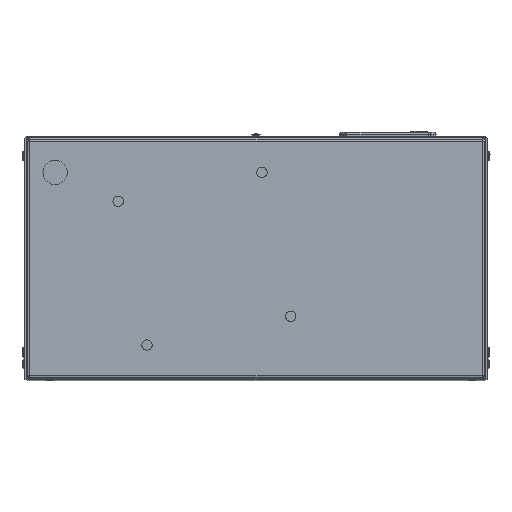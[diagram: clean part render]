
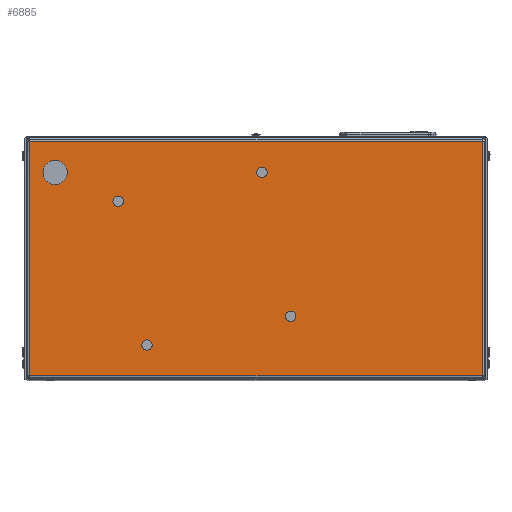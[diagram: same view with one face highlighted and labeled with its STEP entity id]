
A CAD part, top view. The second image highlights one B-rep face of the part: STEP entity #6885.
In plain terms, the highlighted planar face has unit normal (0, 0, 1).
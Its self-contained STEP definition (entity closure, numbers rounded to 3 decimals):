
#46 = CARTESIAN_POINT ( 'NONE',  ( 25.615, 52.985, 450. ) ) ;
#566 = CIRCLE ( 'NONE', #6095, 4.5 ) ;
#596 = DIRECTION ( 'NONE',  ( 0., 0., -1. ) ) ;
#1102 = EDGE_CURVE ( 'NONE', #24743, #18555, #38860, .T. ) ;
#1239 = CARTESIAN_POINT ( 'NONE',  ( 199., 204.5, 450. ) ) ;
#1413 = AXIS2_PLACEMENT_3D ( 'NONE', #28871, #10528, #31820 ) ;
#1732 = CARTESIAN_POINT ( 'NONE',  ( -196., 69.237, 450. ) ) ;
#1878 = CARTESIAN_POINT ( 'NONE',  ( 196., 204.5, 450. ) ) ;
#2026 = EDGE_LOOP ( 'NONE', ( #16502, #29720 ) ) ;
#2650 = ORIENTED_EDGE ( 'NONE', *, *, #13934, .T. ) ;
#2755 = CARTESIAN_POINT ( 'NONE',  ( -119.4, 152.5, 450. ) ) ;
#3135 = EDGE_CURVE ( 'NONE', #23894, #11057, #23421, .T. ) ;
#3736 = ORIENTED_EDGE ( 'NONE', *, *, #31568, .T. ) ;
#4149 = EDGE_LOOP ( 'NONE', ( #22030, #24669, #2650, #4220 ) ) ;
#4220 = ORIENTED_EDGE ( 'NONE', *, *, #3135, .T. ) ;
#4222 = EDGE_CURVE ( 'NONE', #31369, #10693, #13265, .T. ) ;
#4261 = ORIENTED_EDGE ( 'NONE', *, *, #4222, .T. ) ;
#4660 = CARTESIAN_POINT ( 'NONE',  ( 196., 136.869, 450. ) ) ;
#4896 = CARTESIAN_POINT ( 'NONE',  ( -196., 136.869, 450. ) ) ;
#4912 = CARTESIAN_POINT ( 'NONE',  ( 196., 1.553, 450. ) ) ;
#5078 = ORIENTED_EDGE ( 'NONE', *, *, #1102, .T. ) ;
#5633 = VERTEX_POINT ( 'NONE', #4912 ) ;
#5690 = CIRCLE ( 'NONE', #36311, 10.5 ) ;
#5837 = CARTESIAN_POINT ( 'NONE',  ( -199., 1.5, 450. ) ) ;
#5881 = ORIENTED_EDGE ( 'NONE', *, *, #11590, .T. ) ;
#6095 = AXIS2_PLACEMENT_3D ( 'NONE', #2755, #18136, #21208 ) ;
#6455 = FACE_BOUND ( 'NONE', #34019, .T. ) ;
#6885 = ADVANCED_FACE ( 'NONE', ( #10752, #34241, #26088, #6455, #38062, #29919 ), #18873, .F. ) ;
#6979 = CARTESIAN_POINT ( 'NONE',  ( -196., 1.553, 450. ) ) ;
#7010 = AXIS2_PLACEMENT_3D ( 'NONE', #31217, #26879, #18330 ) ;
#7199 = CARTESIAN_POINT ( 'NONE',  ( 30.115, 52.985, 450. ) ) ;
#7410 = CARTESIAN_POINT ( 'NONE',  ( -174., 177.5, 450. ) ) ;
#7499 = ORIENTED_EDGE ( 'NONE', *, *, #29898, .T. ) ;
#8010 = CARTESIAN_POINT ( 'NONE',  ( -196., 204.5, 450. ) ) ;
#8029 = CARTESIAN_POINT ( 'NONE',  ( 196., 1.553, 450. ) ) ;
#8414 = EDGE_CURVE ( 'NONE', #5633, #21412, #23055, .T. ) ;
#8792 = CARTESIAN_POINT ( 'NONE',  ( -114.9, 152.5, 450. ) ) ;
#9011 = EDGE_CURVE ( 'NONE', #17700, #37658, #566, .T. ) ;
#9087 = AXIS2_PLACEMENT_3D ( 'NONE', #35818, #20014, #14241 ) ;
#9181 = DIRECTION ( 'NONE',  ( -1., 0., 0. ) ) ;
#9407 = CARTESIAN_POINT ( 'NONE',  ( 34.615, 52.985, 450. ) ) ;
#10227 = DIRECTION ( 'NONE',  ( -1., 0., 0. ) ) ;
#10528 = DIRECTION ( 'NONE',  ( 0., 0., -1. ) ) ;
#10693 = VERTEX_POINT ( 'NONE', #33351 ) ;
#10752 = FACE_BOUND ( 'NONE', #24929, .T. ) ;
#10896 = EDGE_CURVE ( 'NONE', #10693, #31369, #37865, .T. ) ;
#10997 = CIRCLE ( 'NONE', #9087, 4.5 ) ;
#11042 = B_SPLINE_CURVE_WITH_KNOTS ( 'NONE', 3,
 ( #8010, #4896, #1732, #20559 ),
 .UNSPECIFIED., .F., .F.,
 ( 4, 4 ),
 ( 0., 1. ),
 .UNSPECIFIED. ) ;
#11057 = VERTEX_POINT ( 'NONE', #32086 ) ;
#11590 = EDGE_CURVE ( 'NONE', #34558, #34657, #5690, .T. ) ;
#11746 = CIRCLE ( 'NONE', #32048, 4.5 ) ;
#12181 = DIRECTION ( 'NONE',  ( -1., 0., 0. ) ) ;
#13186 = CARTESIAN_POINT ( 'NONE',  ( -98.9, 27.985, 450. ) ) ;
#13265 = CIRCLE ( 'NONE', #25996, 4.5 ) ;
#13296 = CARTESIAN_POINT ( 'NONE',  ( -123.9, 152.5, 450. ) ) ;
#13580 = VERTEX_POINT ( 'NONE', #46 ) ;
#13934 = EDGE_CURVE ( 'NONE', #5633, #23894, #38939, .T. ) ;
#14182 = DIRECTION ( 'NONE',  ( -1., 0., 0. ) ) ;
#14241 = DIRECTION ( 'NONE',  ( -1., 0., 0. ) ) ;
#16307 = CARTESIAN_POINT ( 'NONE',  ( 196., 204.5, 450. ) ) ;
#16502 = ORIENTED_EDGE ( 'NONE', *, *, #35907, .T. ) ;
#17592 = EDGE_LOOP ( 'NONE', ( #20995, #33776 ) ) ;
#17700 = VERTEX_POINT ( 'NONE', #8792 ) ;
#17726 = DIRECTION ( 'NONE',  ( -1., 0., 0. ) ) ;
#17997 = DIRECTION ( 'NONE',  ( 0., 0., -1. ) ) ;
#18136 = DIRECTION ( 'NONE',  ( 0., 0., -1. ) ) ;
#18247 = DIRECTION ( 'NONE',  ( 0., 0., -1. ) ) ;
#18330 = DIRECTION ( 'NONE',  ( -1., 0., 0. ) ) ;
#18419 = AXIS2_PLACEMENT_3D ( 'NONE', #7199, #25542, #37743 ) ;
#18523 = CARTESIAN_POINT ( 'NONE',  ( 9.615, 177.5, 450. ) ) ;
#18555 = VERTEX_POINT ( 'NONE', #28862 ) ;
#18873 = PLANE ( 'NONE',  #32757 ) ;
#20014 = DIRECTION ( 'NONE',  ( 0., 0., -1. ) ) ;
#20076 = DIRECTION ( 'NONE',  ( -1., 0., 0. ) ) ;
#20559 = CARTESIAN_POINT ( 'NONE',  ( -196., 1.553, 450. ) ) ;
#20995 = ORIENTED_EDGE ( 'NONE', *, *, #31977, .T. ) ;
#21208 = DIRECTION ( 'NONE',  ( -1., 0., 0. ) ) ;
#21412 = VERTEX_POINT ( 'NONE', #6979 ) ;
#21560 = DIRECTION ( 'NONE',  ( -1., 0., 0. ) ) ;
#22030 = ORIENTED_EDGE ( 'NONE', *, *, #23963, .T. ) ;
#22117 = VERTEX_POINT ( 'NONE', #9407 ) ;
#23055 = LINE ( 'NONE', #5837, #30784 ) ;
#23421 = LINE ( 'NONE', #1239, #33537 ) ;
#23894 = VERTEX_POINT ( 'NONE', #16307 ) ;
#23895 = EDGE_CURVE ( 'NONE', #22117, #13580, #37581, .T. ) ;
#23963 = EDGE_CURVE ( 'NONE', #11057, #21412, #11042, .T. ) ;
#24376 = CARTESIAN_POINT ( 'NONE',  ( -174., 177.5, 450. ) ) ;
#24663 = CARTESIAN_POINT ( 'NONE',  ( 30.115, 52.985, 450. ) ) ;
#24669 = ORIENTED_EDGE ( 'NONE', *, *, #8414, .F. ) ;
#24677 = DIRECTION ( 'NONE',  ( 0., 0., -1. ) ) ;
#24743 = VERTEX_POINT ( 'NONE', #18523 ) ;
#24761 = DIRECTION ( 'NONE',  ( 0., 0., -1. ) ) ;
#24929 = EDGE_LOOP ( 'NONE', ( #7499, #5881 ) ) ;
#25259 = AXIS2_PLACEMENT_3D ( 'NONE', #24376, #18247, #12181 ) ;
#25542 = DIRECTION ( 'NONE',  ( 0., 0., -1. ) ) ;
#25996 = AXIS2_PLACEMENT_3D ( 'NONE', #27089, #17997, #17726 ) ;
#26040 = ORIENTED_EDGE ( 'NONE', *, *, #10896, .T. ) ;
#26088 = FACE_BOUND ( 'NONE', #2026, .T. ) ;
#26850 = DIRECTION ( 'NONE',  ( -1., 0., 0. ) ) ;
#26879 = DIRECTION ( 'NONE',  ( 0., 0., -1. ) ) ;
#26995 = CARTESIAN_POINT ( 'NONE',  ( -163.5, 177.5, 450. ) ) ;
#27089 = CARTESIAN_POINT ( 'NONE',  ( -94.4, 27.985, 450. ) ) ;
#28560 = DIRECTION ( 'NONE',  ( 0., 0., -1. ) ) ;
#28862 = CARTESIAN_POINT ( 'NONE',  ( 0.615, 177.5, 450. ) ) ;
#28871 = CARTESIAN_POINT ( 'NONE',  ( -94.4, 27.985, 450. ) ) ;
#29514 = AXIS2_PLACEMENT_3D ( 'NONE', #30329, #24677, #9181 ) ;
#29720 = ORIENTED_EDGE ( 'NONE', *, *, #23895, .T. ) ;
#29898 = EDGE_CURVE ( 'NONE', #34657, #34558, #37039, .T. ) ;
#29919 = FACE_OUTER_BOUND ( 'NONE', #4149, .T. ) ;
#30329 = CARTESIAN_POINT ( 'NONE',  ( 5.115, 177.5, 450. ) ) ;
#30784 = VECTOR ( 'NONE', #26850, 1000. ) ;
#31217 = CARTESIAN_POINT ( 'NONE',  ( 5.115, 177.5, 450. ) ) ;
#31369 = VERTEX_POINT ( 'NONE', #13186 ) ;
#31568 = EDGE_CURVE ( 'NONE', #18555, #24743, #34035, .T. ) ;
#31820 = DIRECTION ( 'NONE',  ( -1., 0., 0. ) ) ;
#31977 = EDGE_CURVE ( 'NONE', #37658, #17700, #10997, .T. ) ;
#32048 = AXIS2_PLACEMENT_3D ( 'NONE', #24663, #596, #14182 ) ;
#32086 = CARTESIAN_POINT ( 'NONE',  ( -196., 204.5, 450. ) ) ;
#32757 = AXIS2_PLACEMENT_3D ( 'NONE', #37360, #24761, #21560 ) ;
#33351 = CARTESIAN_POINT ( 'NONE',  ( -89.9, 27.985, 450. ) ) ;
#33537 = VECTOR ( 'NONE', #20076, 1000. ) ;
#33572 = CARTESIAN_POINT ( 'NONE',  ( -184.5, 177.5, 450. ) ) ;
#33776 = ORIENTED_EDGE ( 'NONE', *, *, #9011, .T. ) ;
#34019 = EDGE_LOOP ( 'NONE', ( #4261, #26040 ) ) ;
#34035 = CIRCLE ( 'NONE', #7010, 4.5 ) ;
#34241 = FACE_BOUND ( 'NONE', #37520, .T. ) ;
#34558 = VERTEX_POINT ( 'NONE', #26995 ) ;
#34657 = VERTEX_POINT ( 'NONE', #33572 ) ;
#35605 = CARTESIAN_POINT ( 'NONE',  ( 196., 69.237, 450. ) ) ;
#35818 = CARTESIAN_POINT ( 'NONE',  ( -119.4, 152.5, 450. ) ) ;
#35907 = EDGE_CURVE ( 'NONE', #13580, #22117, #11746, .T. ) ;
#36311 = AXIS2_PLACEMENT_3D ( 'NONE', #7410, #28560, #10227 ) ;
#37039 = CIRCLE ( 'NONE', #25259, 10.5 ) ;
#37360 = CARTESIAN_POINT ( 'NONE',  ( -199., 207.5, 450. ) ) ;
#37520 = EDGE_LOOP ( 'NONE', ( #3736, #5078 ) ) ;
#37581 = CIRCLE ( 'NONE', #18419, 4.5 ) ;
#37658 = VERTEX_POINT ( 'NONE', #13296 ) ;
#37743 = DIRECTION ( 'NONE',  ( -1., 0., 0. ) ) ;
#37865 = CIRCLE ( 'NONE', #1413, 4.5 ) ;
#38062 = FACE_BOUND ( 'NONE', #17592, .T. ) ;
#38860 = CIRCLE ( 'NONE', #29514, 4.5 ) ;
#38939 = B_SPLINE_CURVE_WITH_KNOTS ( 'NONE', 3,
 ( #8029, #35605, #4660, #1878 ),
 .UNSPECIFIED., .F., .F.,
 ( 4, 4 ),
 ( 0., 1. ),
 .UNSPECIFIED. ) ;
